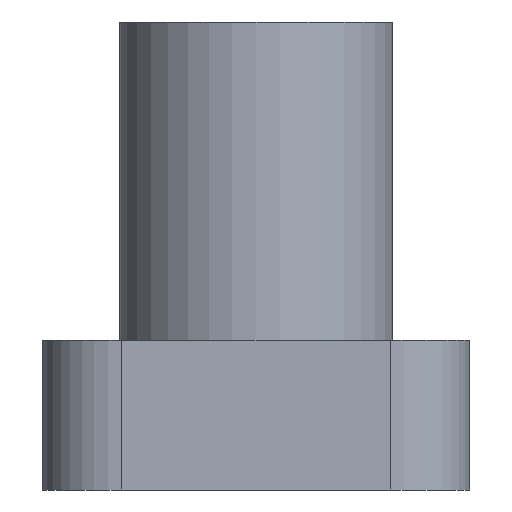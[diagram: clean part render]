
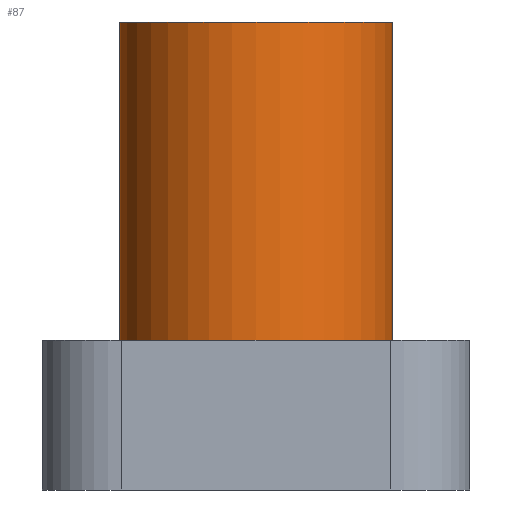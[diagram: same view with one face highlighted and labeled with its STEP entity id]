
A CAD part, front view. The second image highlights one B-rep face of the part: STEP entity #87.
In plain terms, the highlighted cylindrical face has radius 5.461 mm (diameter 10.922 mm), a partial arc.
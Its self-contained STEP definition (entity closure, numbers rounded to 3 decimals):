
#31=CARTESIAN_POINT('Axis2P3D Location',(0.,14.859,12.319)) ;
#36=CARTESIAN_POINT('Line Origine',(5.461,14.859,12.319)) ;
#40=CARTESIAN_POINT('Vertex',(5.461,14.859,5.969)) ;
#42=CARTESIAN_POINT('Vertex',(5.461,14.859,18.669)) ;
#49=CARTESIAN_POINT('Vertex',(-5.461,14.859,5.969)) ;
#52=CARTESIAN_POINT('Line Origine',(-5.461,14.859,12.319)) ;
#56=CARTESIAN_POINT('Vertex',(-5.461,14.859,18.669)) ;
#71=CARTESIAN_POINT('Axis2P3D Location',(0.,14.859,5.969)) ;
#76=CARTESIAN_POINT('Axis2P3D Location',(0.,14.859,18.669)) ;
#38=VECTOR('Line Direction',#37,1.) ;
#54=VECTOR('Line Direction',#53,1.) ;
#32=DIRECTION('Axis2P3D Direction',(0.,0.,1.)) ;
#33=DIRECTION('Axis2P3D XDirection',(1.,0.,0.)) ;
#37=DIRECTION('Vector Direction',(0.,0.,1.)) ;
#53=DIRECTION('Vector Direction',(0.,0.,1.)) ;
#72=DIRECTION('Axis2P3D Direction',(0.,0.,1.)) ;
#77=DIRECTION('Axis2P3D Direction',(0.,0.,1.)) ;
#34=AXIS2_PLACEMENT_3D('Cylinder Axis2P3D',#31,#32,#33) ;
#73=AXIS2_PLACEMENT_3D('Circle Axis2P3D',#71,#72,$) ;
#78=AXIS2_PLACEMENT_3D('Circle Axis2P3D',#76,#77,$) ;
#39=LINE('Line',#36,#38) ;
#55=LINE('Line',#52,#54) ;
#74=CIRCLE('generated circle',#73,5.461) ;
#79=CIRCLE('generated circle',#78,5.461) ;
#35=CYLINDRICAL_SURFACE('generated cylinder',#34,5.461) ;
#44=EDGE_CURVE('',#41,#43,#39,.T.) ;
#58=EDGE_CURVE('',#50,#57,#55,.T.) ;
#75=EDGE_CURVE('',#50,#41,#74,.T.) ;
#80=EDGE_CURVE('',#57,#43,#79,.T.) ;
#82=ORIENTED_EDGE('',*,*,#58,.F.) ;
#83=ORIENTED_EDGE('',*,*,#75,.T.) ;
#84=ORIENTED_EDGE('',*,*,#44,.T.) ;
#85=ORIENTED_EDGE('',*,*,#80,.F.) ;
#81=EDGE_LOOP('',(#82,#83,#84,#85)) ;
#41=VERTEX_POINT('',#40) ;
#43=VERTEX_POINT('',#42) ;
#50=VERTEX_POINT('',#49) ;
#57=VERTEX_POINT('',#56) ;
#87=ADVANCED_FACE('PartBody',(#86),#35,.T.) ;
#86=FACE_OUTER_BOUND('',#81,.T.) ;
